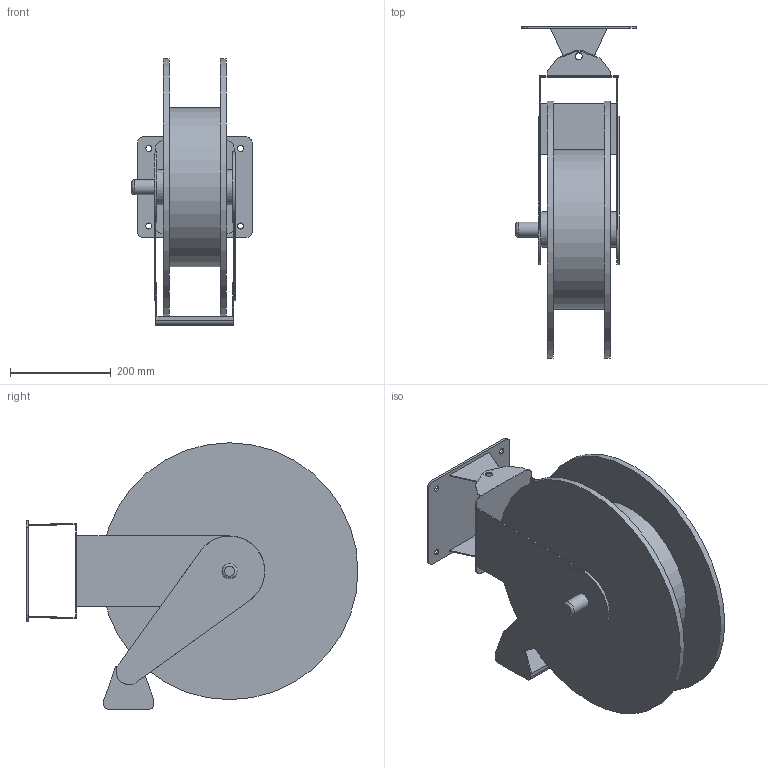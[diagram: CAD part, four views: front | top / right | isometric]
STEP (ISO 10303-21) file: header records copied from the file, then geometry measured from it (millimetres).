
FILE_DESCRIPTION( ( 'Unknown' ), '1' );
FILE_NAME( 'Serie 520.stp', 'Unknown', ( 'Unknown' ), ( 'Unknown' ), 'PSStep 14.0', 'Unknown', ' ' );
FILE_SCHEMA( ( 'AUTOMOTIVE_DESIGN { 1 0 10303 214 1 1 1 1 }' ) );
Length unit declared in the file: millimetre
Products named in the file (1): 1
Bounding box: 239 x 659 x 529 mm (x, y, z)
Volume: 13841853.2 mm3; surface area: 1308831.9 mm2
Topology: 1 solids, 1 shells, 120 faces, 331 edges, 218 vertices
Faces by surface type: plane 77, cylinder 42, torus 1
Full cylindrical faces by diameter (mm): 12 x4, 13.8 x2, 30 x1, 70 x2, 316 x1, 510 x2
Entity records: 4670 total; most frequent: DIRECTION 640, CARTESIAN_POINT 635, ORIENTED_EDGE 614, EDGE_CURVE 307, LINE 216, VECTOR 216, AXIS2_PLACEMENT_3D 212, VERTEX_POINT 207
